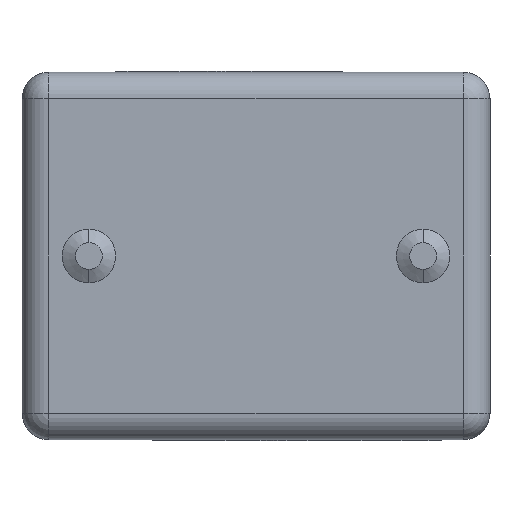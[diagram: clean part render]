
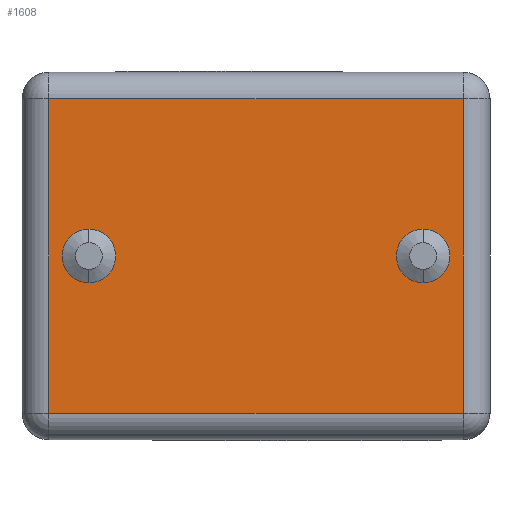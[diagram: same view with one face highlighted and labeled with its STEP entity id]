
A CAD part, front view. The second image highlights one B-rep face of the part: STEP entity #1608.
In plain terms, the highlighted planar face has unit normal (0, -1, 0).
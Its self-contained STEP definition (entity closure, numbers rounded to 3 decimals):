
#680 = VERTEX_POINT ( 'NONE', #9897 ) ;
#681 = VERTEX_POINT ( 'NONE', #9896 ) ;
#701 = VERTEX_POINT ( 'NONE', #10061 ) ;
#703 = EDGE_CURVE ( 'NONE', #704, #701, #10036, .T. ) ;
#704 = VERTEX_POINT ( 'NONE', #10031 ) ;
#978 = EDGE_CURVE ( 'NONE', #681, #680, #7704, .T. ) ;
#1493 = EDGE_CURVE ( 'NONE', #701, #704, #9355, .T. ) ;
#1608 = ADVANCED_FACE ( 'NONE', ( #9705, #9704, #9696 ), #9772, .F. ) ;
#1609 = EDGE_LOOP ( 'NONE', ( #1610, #1614, #1617, #1620 ) ) ;
#1610 = ORIENTED_EDGE ( 'NONE', *, *, #1611, .T. ) ;
#1611 = EDGE_CURVE ( 'NONE', #1612, #1613, #9787, .T. ) ;
#1612 = VERTEX_POINT ( 'NONE', #9819 ) ;
#1613 = VERTEX_POINT ( 'NONE', #9768 ) ;
#1614 = ORIENTED_EDGE ( 'NONE', *, *, #1615, .T. ) ;
#1615 = EDGE_CURVE ( 'NONE', #1613, #1616, #9771, .T. ) ;
#1616 = VERTEX_POINT ( 'NONE', #9839 ) ;
#1617 = ORIENTED_EDGE ( 'NONE', *, *, #1618, .T. ) ;
#1618 = EDGE_CURVE ( 'NONE', #1616, #1619, #9838, .T. ) ;
#1619 = VERTEX_POINT ( 'NONE', #9834 ) ;
#1620 = ORIENTED_EDGE ( 'NONE', *, *, #1654, .T. ) ;
#1654 = EDGE_CURVE ( 'NONE', #1619, #1612, #4587, .T. ) ;
#1655 = EDGE_LOOP ( 'NONE', ( #1656, #1657 ) ) ;
#1656 = ORIENTED_EDGE ( 'NONE', *, *, #978, .T. ) ;
#1657 = ORIENTED_EDGE ( 'NONE', *, *, #1658, .T. ) ;
#1658 = EDGE_CURVE ( 'NONE', #680, #681, #10748, .T. ) ;
#1659 = EDGE_LOOP ( 'NONE', ( #1660, #1661 ) ) ;
#1660 = ORIENTED_EDGE ( 'NONE', *, *, #703, .T. ) ;
#1661 = ORIENTED_EDGE ( 'NONE', *, *, #1493, .T. ) ;
#4586 = CARTESIAN_POINT ( 'NONE',  ( -1., 0., 2.35 ) ) ;
#4587 = LINE ( 'NONE', #4586, #4590 ) ;
#4589 = DIRECTION ( 'NONE',  ( -1., 0., 0. ) ) ;
#4590 = VECTOR ( 'NONE', #4589, 1000. ) ;
#7698 = DIRECTION ( 'NONE',  ( 0., 0., 1. ) ) ;
#7700 = DIRECTION ( 'NONE',  ( 0., 1., 0. ) ) ;
#7701 = CARTESIAN_POINT ( 'NONE',  ( 5., 0., 0. ) ) ;
#7703 = AXIS2_PLACEMENT_3D ( 'NONE', #7701, #7700, #7698 ) ;
#7704 = CIRCLE ( 'NONE', #7703, 0.4 ) ;
#9355 = CIRCLE ( 'NONE', #9474, 0.4 ) ;
#9462 = DIRECTION ( 'NONE',  ( 0., 0., 1. ) ) ;
#9464 = DIRECTION ( 'NONE',  ( 0., 1., 0. ) ) ;
#9465 = CARTESIAN_POINT ( 'NONE',  ( 0., 0., 0. ) ) ;
#9474 = AXIS2_PLACEMENT_3D ( 'NONE', #9465, #9464, #9462 ) ;
#9696 = FACE_BOUND ( 'NONE', #1659, .T. ) ;
#9704 = FACE_BOUND ( 'NONE', #1655, .T. ) ;
#9705 = FACE_OUTER_BOUND ( 'NONE', #1609, .T. ) ;
#9768 = CARTESIAN_POINT ( 'NONE',  ( -0.6, 0., -2.35 ) ) ;
#9771 = LINE ( 'NONE', #9798, #9840 ) ;
#9772 = PLANE ( 'NONE',  #9849 ) ;
#9787 = LINE ( 'NONE', #9799, #9817 ) ;
#9797 = DIRECTION ( 'NONE',  ( 1., 0., 0. ) ) ;
#9798 = CARTESIAN_POINT ( 'NONE',  ( -1., 0., -2.35 ) ) ;
#9799 = CARTESIAN_POINT ( 'NONE',  ( -0.6, 0., 2.75 ) ) ;
#9817 = VECTOR ( 'NONE', #9818, 1000. ) ;
#9818 = DIRECTION ( 'NONE',  ( 0., 0., -1. ) ) ;
#9819 = CARTESIAN_POINT ( 'NONE',  ( -0.6, 0., 2.35 ) ) ;
#9834 = CARTESIAN_POINT ( 'NONE',  ( 5.6, 0., 2.35 ) ) ;
#9835 = DIRECTION ( 'NONE',  ( 0., 0., 1. ) ) ;
#9836 = VECTOR ( 'NONE', #9835, 1000. ) ;
#9837 = CARTESIAN_POINT ( 'NONE',  ( 5.6, 0., 2.75 ) ) ;
#9838 = LINE ( 'NONE', #9837, #9836 ) ;
#9839 = CARTESIAN_POINT ( 'NONE',  ( 5.6, 0., -2.35 ) ) ;
#9840 = VECTOR ( 'NONE', #9797, 1000. ) ;
#9849 = AXIS2_PLACEMENT_3D ( 'NONE', #9850, #9866, #9867 ) ;
#9850 = CARTESIAN_POINT ( 'NONE',  ( -1., 0., 2.75 ) ) ;
#9866 = DIRECTION ( 'NONE',  ( 0., 1., 0. ) ) ;
#9867 = DIRECTION ( 'NONE',  ( 0., 0., 1. ) ) ;
#9896 = CARTESIAN_POINT ( 'NONE',  ( 5., 0., 0.4 ) ) ;
#9897 = CARTESIAN_POINT ( 'NONE',  ( 5., 0., -0.4 ) ) ;
#10031 = CARTESIAN_POINT ( 'NONE',  ( 0., 0., 0.4 ) ) ;
#10032 = DIRECTION ( 'NONE',  ( 0., 0., 1. ) ) ;
#10033 = DIRECTION ( 'NONE',  ( 0., 1., 0. ) ) ;
#10034 = CARTESIAN_POINT ( 'NONE',  ( 0., 0., 0. ) ) ;
#10035 = AXIS2_PLACEMENT_3D ( 'NONE', #10034, #10033, #10032 ) ;
#10036 = CIRCLE ( 'NONE', #10035, 0.4 ) ;
#10061 = CARTESIAN_POINT ( 'NONE',  ( 0., 0., -0.4 ) ) ;
#10743 = DIRECTION ( 'NONE',  ( 0., 0., 1. ) ) ;
#10744 = DIRECTION ( 'NONE',  ( 0., 1., 0. ) ) ;
#10745 = CARTESIAN_POINT ( 'NONE',  ( 5., 0., 0. ) ) ;
#10746 = AXIS2_PLACEMENT_3D ( 'NONE', #10745, #10744, #10743 ) ;
#10748 = CIRCLE ( 'NONE', #10746, 0.4 ) ;
